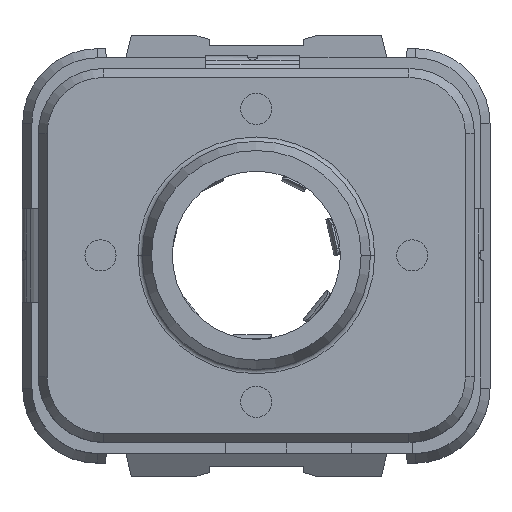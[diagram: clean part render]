
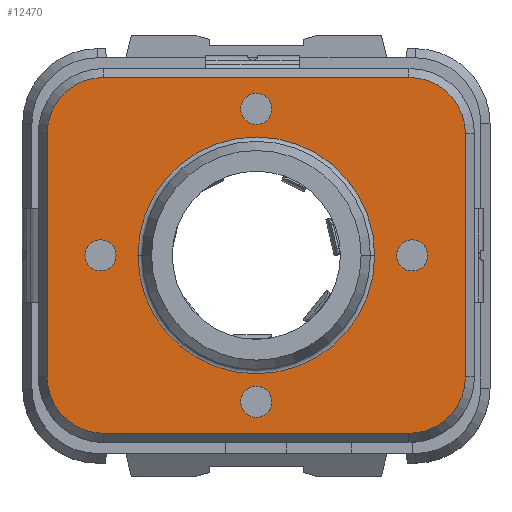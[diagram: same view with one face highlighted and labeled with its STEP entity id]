
A CAD part, top view. The second image highlights one B-rep face of the part: STEP entity #12470.
In plain terms, the highlighted planar face has unit normal (0, 0, 1).
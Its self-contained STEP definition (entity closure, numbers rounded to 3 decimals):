
#350=CARTESIAN_POINT('',(4.9,3.9,4.155));
#351=DIRECTION('',(0.,0.,1.));
#352=DIRECTION('',(1.,0.,0.));
#353=AXIS2_PLACEMENT_3D('',#350,#351,#352);
#355=DIRECTION('',(0.,1.,0.));
#356=VECTOR('',#355,7.8);
#357=CARTESIAN_POINT('',(6.711,-3.9,4.155));
#358=LINE('',#357,#356);
#359=CARTESIAN_POINT('',(4.9,-3.9,4.155));
#360=DIRECTION('',(0.,0.,1.));
#361=DIRECTION('',(0.,-1.,0.));
#362=AXIS2_PLACEMENT_3D('',#359,#360,#361);
#364=DIRECTION('',(1.,0.,0.));
#365=VECTOR('',#364,9.8);
#366=CARTESIAN_POINT('',(-4.9,-5.711,4.155));
#367=LINE('',#366,#365);
#368=CARTESIAN_POINT('',(-4.9,-3.9,4.155));
#369=DIRECTION('',(0.,0.,1.));
#370=DIRECTION('',(-1.,0.,0.));
#371=AXIS2_PLACEMENT_3D('',#368,#369,#370);
#373=DIRECTION('',(0.,-1.,0.));
#374=VECTOR('',#373,7.8);
#375=CARTESIAN_POINT('',(-6.711,3.9,4.155));
#376=LINE('',#375,#374);
#377=CARTESIAN_POINT('',(-4.9,3.9,4.155));
#378=DIRECTION('',(0.,0.,1.));
#379=DIRECTION('',(0.,1.,0.));
#380=AXIS2_PLACEMENT_3D('',#377,#378,#379);
#382=DIRECTION('',(-1.,0.,0.));
#383=VECTOR('',#382,9.8);
#384=CARTESIAN_POINT('',(4.9,5.711,4.155));
#385=LINE('',#384,#383);
#386=CARTESIAN_POINT('',(0.,0.,4.155));
#387=DIRECTION('',(0.,0.,1.));
#388=DIRECTION('',(1.,0.,0.));
#389=AXIS2_PLACEMENT_3D('',#386,#387,#388);
#391=CARTESIAN_POINT('',(0.,0.,4.155));
#392=DIRECTION('',(0.,0.,1.));
#393=DIRECTION('',(-1.,0.,0.));
#394=AXIS2_PLACEMENT_3D('',#391,#392,#393);
#9856=CARTESIAN_POINT('',(0.,-4.7,4.155));
#9857=DIRECTION('',(0.,0.,1.));
#9858=DIRECTION('',(-1.,0.,0.));
#9859=AXIS2_PLACEMENT_3D('',#9856,#9857,#9858);
#9865=CARTESIAN_POINT('',(0.,-4.7,4.155));
#9866=DIRECTION('',(0.,0.,1.));
#9867=DIRECTION('',(1.,0.,0.));
#9868=AXIS2_PLACEMENT_3D('',#9865,#9866,#9867);
#9884=CARTESIAN_POINT('',(5.,0.,4.155));
#9885=DIRECTION('',(0.,0.,1.));
#9886=DIRECTION('',(-1.,0.,0.));
#9887=AXIS2_PLACEMENT_3D('',#9884,#9885,#9886);
#9893=CARTESIAN_POINT('',(5.,0.,4.155));
#9894=DIRECTION('',(0.,0.,1.));
#9895=DIRECTION('',(1.,0.,0.));
#9896=AXIS2_PLACEMENT_3D('',#9893,#9894,#9895);
#9912=CARTESIAN_POINT('',(-5.,0.,4.155));
#9913=DIRECTION('',(0.,0.,1.));
#9914=DIRECTION('',(-1.,0.,0.));
#9915=AXIS2_PLACEMENT_3D('',#9912,#9913,#9914);
#9921=CARTESIAN_POINT('',(-5.,0.,4.155));
#9922=DIRECTION('',(0.,0.,1.));
#9923=DIRECTION('',(1.,0.,0.));
#9924=AXIS2_PLACEMENT_3D('',#9921,#9922,#9923);
#9940=CARTESIAN_POINT('',(0.,4.7,4.155));
#9941=DIRECTION('',(0.,0.,1.));
#9942=DIRECTION('',(-1.,0.,0.));
#9943=AXIS2_PLACEMENT_3D('',#9940,#9941,#9942);
#9949=CARTESIAN_POINT('',(0.,4.7,4.155));
#9950=DIRECTION('',(0.,0.,1.));
#9951=DIRECTION('',(1.,0.,0.));
#9952=AXIS2_PLACEMENT_3D('',#9949,#9950,#9951);
#11912=CARTESIAN_POINT('',(3.8,0.,4.155));
#11913=CARTESIAN_POINT('',(-3.8,0.,4.155));
#11914=VERTEX_POINT('',#11912);
#11915=VERTEX_POINT('',#11913);
#12008=CARTESIAN_POINT('',(6.711,3.9,4.155));
#12009=CARTESIAN_POINT('',(4.9,5.711,4.155));
#12010=VERTEX_POINT('',#12008);
#12011=VERTEX_POINT('',#12009);
#12016=CARTESIAN_POINT('',(-4.9,5.711,
4.155));
#12017=VERTEX_POINT('',#12016);
#12020=CARTESIAN_POINT('',(-6.711,3.9,4.155));
#12021=VERTEX_POINT('',#12020);
#12024=CARTESIAN_POINT('',(-6.711,-3.9,
4.155));
#12025=VERTEX_POINT('',#12024);
#12028=CARTESIAN_POINT('',(-4.9,-5.711,4.155));
#12029=VERTEX_POINT('',#12028);
#12032=CARTESIAN_POINT('',(4.9,-5.711,
4.155));
#12033=VERTEX_POINT('',#12032);
#12036=CARTESIAN_POINT('',(6.711,-3.9,4.155));
#12037=VERTEX_POINT('',#12036);
#12100=CARTESIAN_POINT('',(-0.5,-4.7,4.155));
#12101=CARTESIAN_POINT('',(0.5,-4.7,4.155));
#12102=VERTEX_POINT('',#12100);
#12103=VERTEX_POINT('',#12101);
#12104=CARTESIAN_POINT('',(4.5,0.,4.155));
#12105=CARTESIAN_POINT('',(5.5,0.,4.155));
#12106=VERTEX_POINT('',#12104);
#12107=VERTEX_POINT('',#12105);
#12108=CARTESIAN_POINT('',(-5.5,0.,4.155));
#12109=CARTESIAN_POINT('',(-4.5,0.,4.155));
#12110=VERTEX_POINT('',#12108);
#12111=VERTEX_POINT('',#12109);
#12112=CARTESIAN_POINT('',(-0.5,4.7,4.155));
#12113=CARTESIAN_POINT('',(0.5,4.7,4.155));
#12114=VERTEX_POINT('',#12112);
#12115=VERTEX_POINT('',#12113);
#12418=CARTESIAN_POINT('',(0.,0.,4.155));
#12419=DIRECTION('',(0.,0.,1.));
#12420=DIRECTION('',(1.,0.,0.));
#12421=AXIS2_PLACEMENT_3D('',#12418,#12419,#12420);
#12422=PLANE('',#12421);
#12424=ORIENTED_EDGE('',*,*,#12423,.F.);
#12426=ORIENTED_EDGE('',*,*,#12425,.F.);
#12427=ORIENTED_EDGE('',*,*,#12408,.F.);
#12429=ORIENTED_EDGE('',*,*,#12428,.F.);
#12431=ORIENTED_EDGE('',*,*,#12430,.F.);
#12433=ORIENTED_EDGE('',*,*,#12432,.F.);
#12435=ORIENTED_EDGE('',*,*,#12434,.F.);
#12437=ORIENTED_EDGE('',*,*,#12436,.F.);
#12438=EDGE_LOOP('',(#12424,#12426,#12427,#12429,#12431,#12433,#12435,#12437));
#12439=FACE_OUTER_BOUND('',#12438,.F.);
#12441=ORIENTED_EDGE('',*,*,#12440,.T.);
#12443=ORIENTED_EDGE('',*,*,#12442,.T.);
#12444=EDGE_LOOP('',(#12441,#12443));
#12445=FACE_BOUND('',#12444,.F.);
#12447=ORIENTED_EDGE('',*,*,#12446,.T.);
#12449=ORIENTED_EDGE('',*,*,#12448,.T.);
#12450=EDGE_LOOP('',(#12447,#12449));
#12451=FACE_BOUND('',#12450,.F.);
#12453=ORIENTED_EDGE('',*,*,#12452,.T.);
#12455=ORIENTED_EDGE('',*,*,#12454,.T.);
#12456=EDGE_LOOP('',(#12453,#12455));
#12457=FACE_BOUND('',#12456,.F.);
#12459=ORIENTED_EDGE('',*,*,#12458,.T.);
#12461=ORIENTED_EDGE('',*,*,#12460,.T.);
#12462=EDGE_LOOP('',(#12459,#12461));
#12463=FACE_BOUND('',#12462,.F.);
#12465=ORIENTED_EDGE('',*,*,#12464,.T.);
#12467=ORIENTED_EDGE('',*,*,#12466,.T.);
#12468=EDGE_LOOP('',(#12465,#12467));
#12469=FACE_BOUND('',#12468,.F.);
#12470=ADVANCED_FACE('',(#12439,#12445,#12451,#12457,#12463,#12469),#12422,.T.);
#354=CIRCLE('',#353,1.811);
#363=CIRCLE('',#362,1.811);
#372=CIRCLE('',#371,1.811);
#381=CIRCLE('',#380,1.811);
#390=CIRCLE('',#389,3.8);
#395=CIRCLE('',#394,3.8);
#9860=CIRCLE('',#9859,0.5);
#9869=CIRCLE('',#9868,0.5);
#9888=CIRCLE('',#9887,0.5);
#9897=CIRCLE('',#9896,0.5);
#9916=CIRCLE('',#9915,0.5);
#9925=CIRCLE('',#9924,0.5);
#9944=CIRCLE('',#9943,0.5);
#9953=CIRCLE('',#9952,0.5);
#12408=EDGE_CURVE('',#12033,#12037,#363,.T.);
#12423=EDGE_CURVE('',#12010,#12011,#354,.T.);
#12425=EDGE_CURVE('',#12037,#12010,#358,.T.);
#12428=EDGE_CURVE('',#12029,#12033,#367,.T.);
#12430=EDGE_CURVE('',#12025,#12029,#372,.T.);
#12432=EDGE_CURVE('',#12021,#12025,#376,.T.);
#12434=EDGE_CURVE('',#12017,#12021,#381,.T.);
#12436=EDGE_CURVE('',#12011,#12017,#385,.T.);
#12440=EDGE_CURVE('',#11914,#11915,#390,.T.);
#12442=EDGE_CURVE('',#11915,#11914,#395,.T.);
#12446=EDGE_CURVE('',#12102,#12103,#9860,.T.);
#12448=EDGE_CURVE('',#12103,#12102,#9869,.T.);
#12452=EDGE_CURVE('',#12106,#12107,#9888,.T.);
#12454=EDGE_CURVE('',#12107,#12106,#9897,.T.);
#12458=EDGE_CURVE('',#12110,#12111,#9916,.T.);
#12460=EDGE_CURVE('',#12111,#12110,#9925,.T.);
#12464=EDGE_CURVE('',#12114,#12115,#9944,.T.);
#12466=EDGE_CURVE('',#12115,#12114,#9953,.T.);
